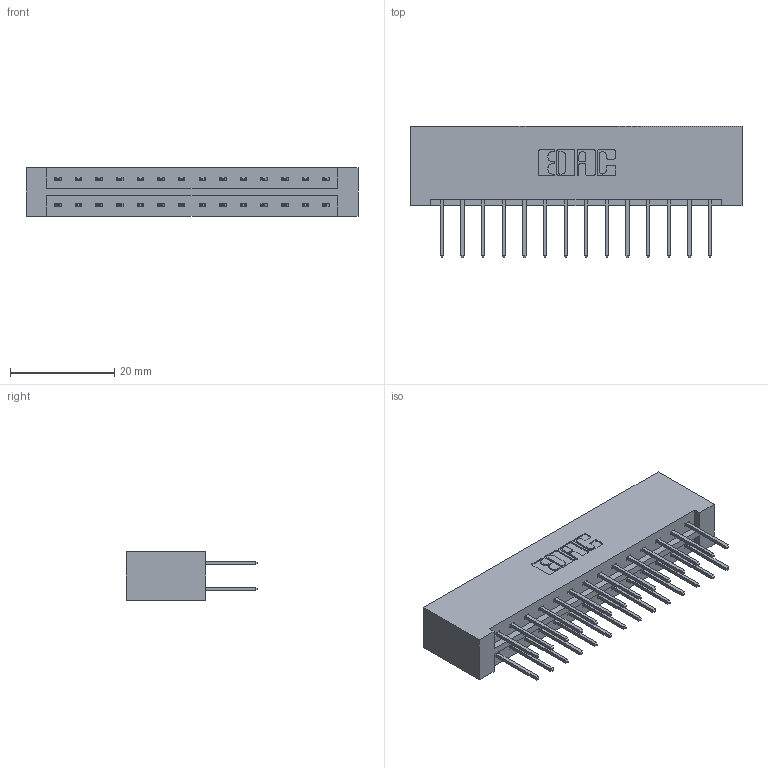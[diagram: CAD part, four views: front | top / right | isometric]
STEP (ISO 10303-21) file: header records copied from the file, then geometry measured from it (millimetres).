
FILE_DESCRIPTION (( 'STEP AP203' ), '1' );
FILE_NAME ('333-028-523-201.STEP', '2018-08-02T14:42:51', ( '' ), ( '' ), 'SwSTEP 2.0', 'SolidWorks 2016', '' );
FILE_SCHEMA (( 'CONFIG_CONTROL_DESIGN' ));
Length unit declared in the file: inch
Products named in the file (3): 333 Part_Lugless; 345-292-001_345-293-123; 333-028-523-201
Assembly tree (29 placements, depth 2):
  333-028-523-201
    333 Part_Lugless
    345-292-001_345-293-123  x28
Bounding box: 63.73 x 25.15 x 9.4 mm (x, y, z)
Volume: 6934.1 mm3; surface area: 8192.9 mm2
Topology: 29 solids, 29 shells, 1562 faces, 4627 edges, 3046 vertices
Faces by surface type: plane 1074, cylinder 488
Entity records: 12369 total; most frequent: CARTESIAN_POINT 2082, ORIENTED_EDGE 2018, DIRECTION 1821, EDGE_CURVE 1009, LINE 889, VECTOR 889, VERTEX_POINT 670, AXIS2_PLACEMENT_3D 466
